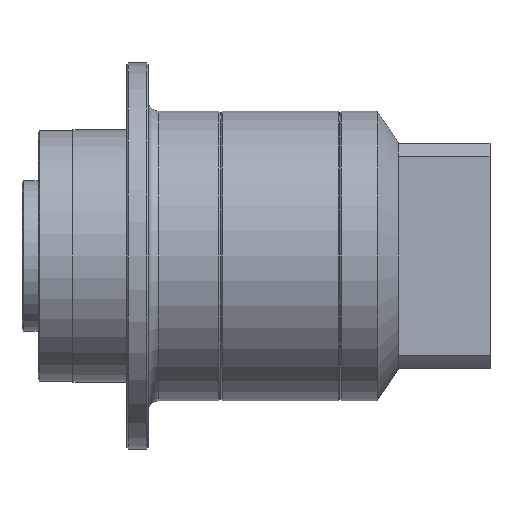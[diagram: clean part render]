
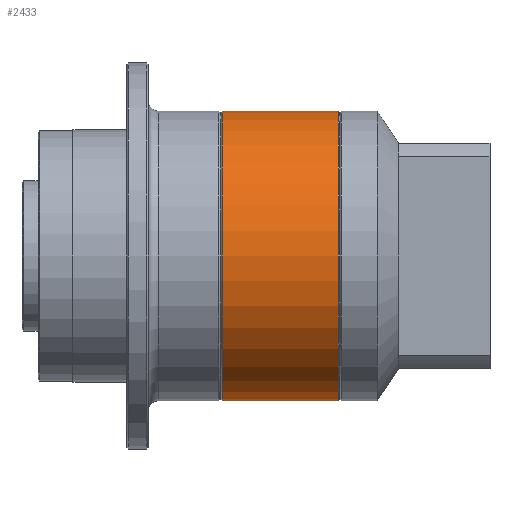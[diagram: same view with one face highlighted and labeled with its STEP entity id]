
A CAD part, front view. The second image highlights one B-rep face of the part: STEP entity #2433.
In plain terms, the highlighted cylindrical face has radius 27 mm (diameter 54 mm), a partial arc.
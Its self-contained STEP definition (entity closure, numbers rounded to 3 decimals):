
#176 = VERTEX_POINT ( 'NONE', #7852 ) ;
#275 = LINE ( 'NONE', #4110, #7842 ) ;
#347 = FACE_OUTER_BOUND ( 'NONE', #6438, .T. ) ;
#446 = VECTOR ( 'NONE', #1077, 1000. ) ;
#453 = DIRECTION ( 'NONE',  ( -1., 0., 0. ) ) ;
#471 = ORIENTED_EDGE ( 'NONE', *, *, #1241, .F. ) ;
#615 = ORIENTED_EDGE ( 'NONE', *, *, #1254, .F. ) ;
#911 = CYLINDRICAL_SURFACE ( 'NONE', #6670, 27. ) ;
#1077 = DIRECTION ( 'NONE',  ( -1., 0., 0. ) ) ;
#1093 = ORIENTED_EDGE ( 'NONE', *, *, #2754, .T. ) ;
#1241 = EDGE_CURVE ( 'NONE', #4146, #176, #275, .T. ) ;
#1247 = CARTESIAN_POINT ( 'NONE',  ( -75.229, 6.279, 82.2 ) ) ;
#1254 = EDGE_CURVE ( 'NONE', #176, #2686, #1891, .T. ) ;
#1576 = DIRECTION ( 'NONE',  ( -1., 0., 0. ) ) ;
#1891 = CIRCLE ( 'NONE', #1965, 27. ) ;
#1965 = AXIS2_PLACEMENT_3D ( 'NONE', #7397, #2443, #4272 ) ;
#2165 = EDGE_CURVE ( 'NONE', #4146, #3720, #3033, .T. ) ;
#2334 = CARTESIAN_POINT ( 'NONE',  ( -75.229, 6.279, 109.2 ) ) ;
#2433 = ADVANCED_FACE ( 'NONE', ( #347 ), #911, .T. ) ;
#2443 = DIRECTION ( 'NONE',  ( -1., 0., 0. ) ) ;
#2686 = VERTEX_POINT ( 'NONE', #7100 ) ;
#2754 = EDGE_CURVE ( 'NONE', #3720, #2686, #2923, .T. ) ;
#2888 = CARTESIAN_POINT ( 'NONE',  ( -16.329, 6.279, 82.2 ) ) ;
#2923 = LINE ( 'NONE', #2334, #446 ) ;
#3033 = CIRCLE ( 'NONE', #6339, 27. ) ;
#3101 = DIRECTION ( 'NONE',  ( 0., 0., 1. ) ) ;
#3720 = VERTEX_POINT ( 'NONE', #4250 ) ;
#4110 = CARTESIAN_POINT ( 'NONE',  ( -75.229, 6.279, 55.2 ) ) ;
#4146 = VERTEX_POINT ( 'NONE', #6633 ) ;
#4250 = CARTESIAN_POINT ( 'NONE',  ( -16.329, 6.279, 109.2 ) ) ;
#4272 = DIRECTION ( 'NONE',  ( 0., 0., 1. ) ) ;
#5260 = ORIENTED_EDGE ( 'NONE', *, *, #2165, .T. ) ;
#5542 = DIRECTION ( 'NONE',  ( -1., 0., 0. ) ) ;
#6339 = AXIS2_PLACEMENT_3D ( 'NONE', #2888, #1576, #7174 ) ;
#6438 = EDGE_LOOP ( 'NONE', ( #471, #5260, #1093, #615 ) ) ;
#6633 = CARTESIAN_POINT ( 'NONE',  ( -16.329, 6.279, 55.2 ) ) ;
#6670 = AXIS2_PLACEMENT_3D ( 'NONE', #1247, #5542, #3101 ) ;
#7100 = CARTESIAN_POINT ( 'NONE',  ( -37.929, 6.279, 109.2 ) ) ;
#7174 = DIRECTION ( 'NONE',  ( 0., 0., 1. ) ) ;
#7397 = CARTESIAN_POINT ( 'NONE',  ( -37.929, 6.279, 82.2 ) ) ;
#7842 = VECTOR ( 'NONE', #453, 1000. ) ;
#7852 = CARTESIAN_POINT ( 'NONE',  ( -37.929, 6.279, 55.2 ) ) ;
